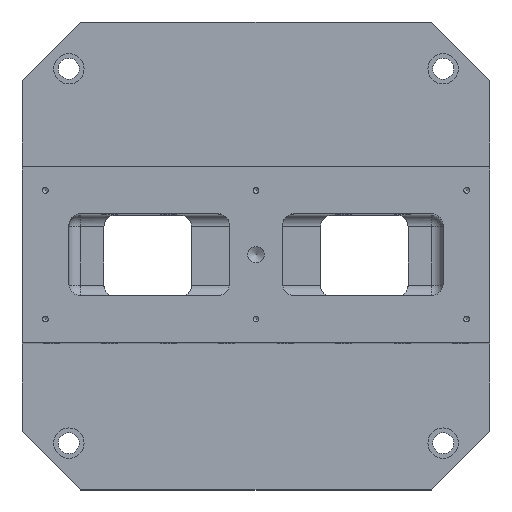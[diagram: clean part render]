
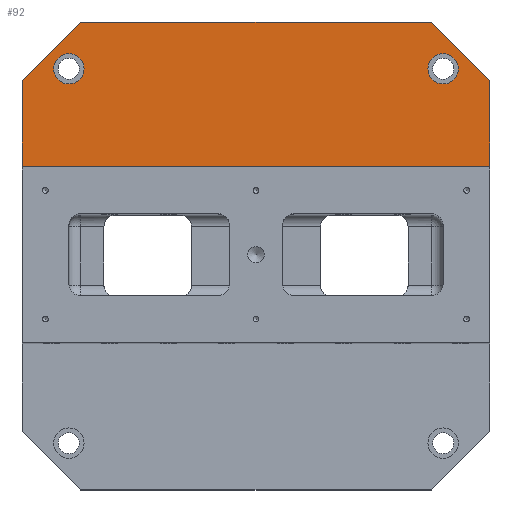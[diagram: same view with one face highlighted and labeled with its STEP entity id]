
A CAD part, top view. The second image highlights one B-rep face of the part: STEP entity #92.
In plain terms, the highlighted planar face has unit normal (0, 0, 1).
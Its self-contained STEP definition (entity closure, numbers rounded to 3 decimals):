
#92 = ADVANCED_FACE( '', ( #749, #750, #751 ), #752, .F. );
#749 = FACE_BOUND( '', #1911, .T. );
#750 = FACE_BOUND( '', #1912, .T. );
#751 = FACE_OUTER_BOUND( '', #1913, .T. );
#752 = PLANE( '', #1914 );
#1911 = EDGE_LOOP( '', ( #3201 ) );
#1912 = EDGE_LOOP( '', ( #3202 ) );
#1913 = EDGE_LOOP( '', ( #3203, #3204, #3205, #3206, #3207, #3208 ) );
#1914 = AXIS2_PLACEMENT_3D( '', #3209, #3210, #3211 );
#3201 = ORIENTED_EDGE( '', *, *, #5157, .T. );
#3202 = ORIENTED_EDGE( '', *, *, #5158, .T. );
#3203 = ORIENTED_EDGE( '', *, *, #5155, .T. );
#3204 = ORIENTED_EDGE( '', *, *, #5159, .T. );
#3205 = ORIENTED_EDGE( '', *, *, #5160, .T. );
#3206 = ORIENTED_EDGE( '', *, *, #5040, .F. );
#3207 = ORIENTED_EDGE( '', *, *, #5161, .T. );
#3208 = ORIENTED_EDGE( '', *, *, #5162, .T. );
#3209 = CARTESIAN_POINT( '', ( -200., 200., 50. ) );
#3210 = DIRECTION( '', ( 0., 0., -1. ) );
#3211 = DIRECTION( '', ( -1., 0., 0. ) );
#5040 = EDGE_CURVE( '', #5872, #5874, #5875, .T. );
#5155 = EDGE_CURVE( '', #6096, #6094, #6097, .T. );
#5157 = EDGE_CURVE( '', #6099, #6099, #6100, .T. );
#5158 = EDGE_CURVE( '', #6101, #6101, #6102, .T. );
#5159 = EDGE_CURVE( '', #6094, #6103, #6104, .F. );
#5160 = EDGE_CURVE( '', #6103, #5874, #6105, .T. );
#5161 = EDGE_CURVE( '', #5872, #6106, #6107, .T. );
#5162 = EDGE_CURVE( '', #6106, #6096, #6108, .F. );
#5872 = VERTEX_POINT( '', #6948 );
#5874 = VERTEX_POINT( '', #6951 );
#5875 = LINE( '', #6952, #6953 );
#6094 = VERTEX_POINT( '', #7186 );
#6096 = VERTEX_POINT( '', #7189 );
#6097 = LINE( '', #7190, #7191 );
#6099 = VERTEX_POINT( '', #7194 );
#6100 = CIRCLE( '', #7195, 13. );
#6101 = VERTEX_POINT( '', #7196 );
#6102 = CIRCLE( '', #7197, 13. );
#6103 = VERTEX_POINT( '', #7198 );
#6104 = LINE( '', #7199, #7200 );
#6105 = LINE( '', #7201, #7202 );
#6106 = VERTEX_POINT( '', #7203 );
#6107 = LINE( '', #7204, #7205 );
#6108 = LINE( '', #7206, #7207 );
#6948 = CARTESIAN_POINT( '', ( 200., 75., 50. ) );
#6951 = CARTESIAN_POINT( '', ( -200., 75., 50. ) );
#6952 = CARTESIAN_POINT( '', ( -200., 75., 50. ) );
#6953 = VECTOR( '', #8206, 1000. );
#7186 = CARTESIAN_POINT( '', ( -150., 200., 50. ) );
#7189 = CARTESIAN_POINT( '', ( 150., 200., 50. ) );
#7190 = CARTESIAN_POINT( '', ( 200., 200., 50. ) );
#7191 = VECTOR( '', #8519, 1000. );
#7194 = CARTESIAN_POINT( '', ( -160., 147., 50. ) );
#7195 = AXIS2_PLACEMENT_3D( '', #8521, #8522, #8523 );
#7196 = CARTESIAN_POINT( '', ( 160., 147., 50. ) );
#7197 = AXIS2_PLACEMENT_3D( '', #8524, #8525, #8526 );
#7198 = CARTESIAN_POINT( '', ( -200., 150., 50. ) );
#7199 = CARTESIAN_POINT( '', ( -200., 150., 50. ) );
#7200 = VECTOR( '', #8527, 1000. );
#7201 = CARTESIAN_POINT( '', ( -200., 200., 50. ) );
#7202 = VECTOR( '', #8528, 1000. );
#7203 = CARTESIAN_POINT( '', ( 200., 150., 50. ) );
#7204 = CARTESIAN_POINT( '', ( 200., -200., 50. ) );
#7205 = VECTOR( '', #8529, 1000. );
#7206 = CARTESIAN_POINT( '', ( 150., 200., 50. ) );
#7207 = VECTOR( '', #8530, 1000. );
#8206 = DIRECTION( '', ( -1., 0., 0. ) );
#8519 = DIRECTION( '', ( -1., 0., 0. ) );
#8521 = CARTESIAN_POINT( '', ( -160., 160., 50. ) );
#8522 = DIRECTION( '', ( 0., 0., -1. ) );
#8523 = DIRECTION( '', ( 0., -1., 0. ) );
#8524 = CARTESIAN_POINT( '', ( 160., 160., 50. ) );
#8525 = DIRECTION( '', ( 0., 0., -1. ) );
#8526 = DIRECTION( '', ( 0., -1., 0. ) );
#8527 = DIRECTION( '', ( 0.707, 0.707, 0. ) );
#8528 = DIRECTION( '', ( 0., -1., 0. ) );
#8529 = DIRECTION( '', ( 0., 1., 0. ) );
#8530 = DIRECTION( '', ( 0.707, -0.707, 0. ) );
